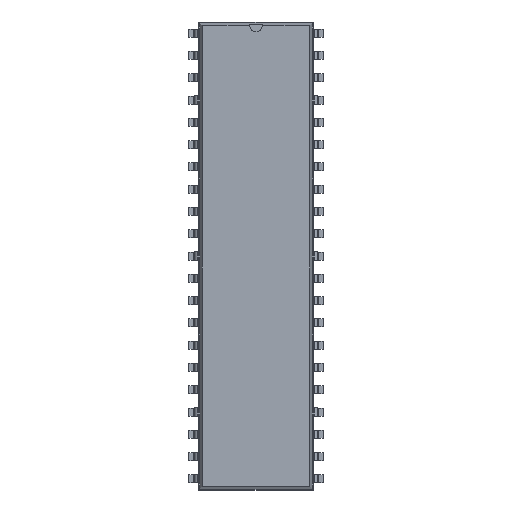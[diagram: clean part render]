
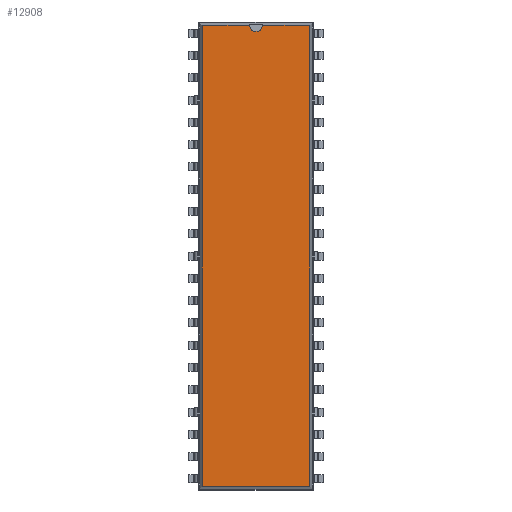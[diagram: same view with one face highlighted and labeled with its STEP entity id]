
A CAD part, top view. The second image highlights one B-rep face of the part: STEP entity #12908.
In plain terms, the highlighted planar face has unit normal (0, 0, 1).
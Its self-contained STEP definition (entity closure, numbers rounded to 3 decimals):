
#27=VECTOR('',#28,1.);
#28=DIRECTION('',(0.,1.,0.));
#34=VECTOR('',#35,1.);
#35=DIRECTION('',(-1.,0.,0.));
#41=VECTOR('',#42,1.);
#42=DIRECTION('',(0.,-1.,0.));
#46=VECTOR('',#47,1.);
#47=DIRECTION('',(1.,0.,0.));
#50=DIRECTION('',(0.,0.,-1.));
#2275=DIRECTION('',(0.,0.,-1.));
#8641=VERTEX_POINT('',#8642);
#8642=CARTESIAN_POINT('',(6.101,26.271,3.68));
#8644=ORIENTED_EDGE('',*,*,#8645,.F.);
#8645=EDGE_CURVE('',#8646,#8641,#8648,.T.);
#8646=VERTEX_POINT('',#8647);
#8647=CARTESIAN_POINT('',(6.101,-26.271,3.68));
#8648=LINE('',#8647,#27);
#10723=VERTEX_POINT('',#10724);
#10724=CARTESIAN_POINT('',(-6.101,26.271,3.68));
#10726=ORIENTED_EDGE('',*,*,#10727,.F.);
#10727=EDGE_CURVE('',#10728,#10723,#10730,.T.);
#10728=VERTEX_POINT('',#10729);
#10729=CARTESIAN_POINT('',(-0.746,26.271,3.68));
#10730=LINE('',#8642,#34);
#10749=VERTEX_POINT('',#10750);
#10750=CARTESIAN_POINT('',(0.746,26.271,3.68));
#10756=ORIENTED_EDGE('',*,*,#10757,.F.);
#10757=EDGE_CURVE('',#8641,#10749,#10730,.T.);
#10828=VERTEX_POINT('',#10829);
#10829=CARTESIAN_POINT('',(-6.101,-26.271,3.68));
#10831=ORIENTED_EDGE('',*,*,#10832,.F.);
#10832=EDGE_CURVE('',#10723,#10828,#10833,.T.);
#10833=LINE('',#10724,#41);
#12903=ORIENTED_EDGE('',*,*,#12904,.F.);
#12904=EDGE_CURVE('',#10828,#8646,#12905,.T.);
#12905=LINE('',#10829,#46);
#12908=ADVANCED_FACE('',(#12909),#12920,.F.);
#12909=FACE_BOUND('',#12910,.F.);
#12910=EDGE_LOOP('',(#8644,#12903,#10831,#10726,#12911,#12918,#10756));
#12911=ORIENTED_EDGE('',*,*,#12912,.F.);
#12912=EDGE_CURVE('',#12913,#10728,#12915,.T.);
#12913=VERTEX_POINT('',#12914);
#12914=CARTESIAN_POINT('',(0.,25.596,3.68));
#12915=CIRCLE('',#12916,0.75);
#12916=AXIS2_PLACEMENT_3D('',#12917,#2275,#42);
#12917=CARTESIAN_POINT('',(0.,26.346,3.68));
#12918=ORIENTED_EDGE('',*,*,#12919,.F.);
#12919=EDGE_CURVE('',#10749,#12913,#12915,.T.);
#12920=PLANE('',#12921);
#12921=AXIS2_PLACEMENT_3D('',#8647,#50,#12922);
#12922=DIRECTION('',(-0.226,0.974,0.));
